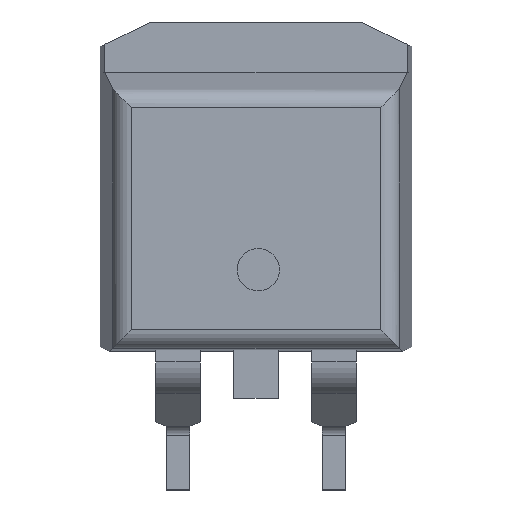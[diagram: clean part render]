
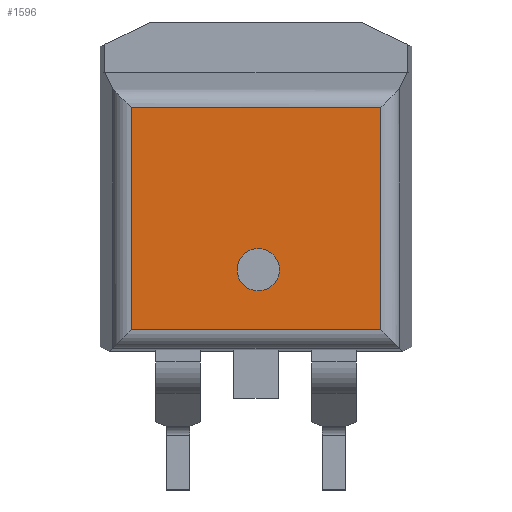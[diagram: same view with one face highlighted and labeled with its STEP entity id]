
A CAD part, top view. The second image highlights one B-rep face of the part: STEP entity #1596.
In plain terms, the highlighted planar face has unit normal (0, 0, 1).
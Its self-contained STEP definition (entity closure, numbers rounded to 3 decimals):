
#55=CIRCLE('',#1689,0.691);
#312=ORIENTED_EDGE('',*,*,#555,.T.);
#313=ORIENTED_EDGE('',*,*,#556,.T.);
#314=ORIENTED_EDGE('',*,*,#557,.T.);
#315=ORIENTED_EDGE('',*,*,#549,.T.);
#316=ORIENTED_EDGE('',*,*,#554,.T.);
#549=EDGE_CURVE('',#682,#681,#811,.F.);
#554=EDGE_CURVE('',#681,#684,#813,.F.);
#555=EDGE_CURVE('',#685,#685,#55,.F.);
#556=EDGE_CURVE('',#684,#686,#814,.F.);
#557=EDGE_CURVE('',#686,#682,#815,.T.);
#681=VERTEX_POINT('',#2319);
#682=VERTEX_POINT('',#2321);
#684=VERTEX_POINT('',#2328);
#685=VERTEX_POINT('',#2332);
#686=VERTEX_POINT('',#2334);
#811=LINE('',#2320,#950);
#813=LINE('',#2329,#952);
#814=LINE('',#2333,#953);
#815=LINE('',#2335,#954);
#950=VECTOR('',#1959,1000.);
#952=VECTOR('',#1969,1000.);
#953=VECTOR('',#1974,1000.);
#954=VECTOR('',#1975,1000.);
#1013=EDGE_LOOP('',(#312));
#1014=EDGE_LOOP('',(#313,#314,#315,#316));
#1074=FACE_BOUND('',#1013,.T.);
#1075=FACE_BOUND('',#1014,.T.);
#1125=PLANE('',#1688);
#1596=ADVANCED_FACE('',(#1074,#1075),#1125,.T.);
#1688=AXIS2_PLACEMENT_3D('',#2330,#1970,#1971);
#1689=AXIS2_PLACEMENT_3D('',#2331,#1972,#1973);
#1959=DIRECTION('',(1.,0.,0.));
#1969=DIRECTION('',(0.,1.,0.));
#1970=DIRECTION('',(0.,0.,1.));
#1971=DIRECTION('',(1.,0.,0.));
#1972=DIRECTION('',(0.,0.,1.));
#1973=DIRECTION('',(1.,0.,0.));
#1974=DIRECTION('',(-1.,0.,0.));
#1975=DIRECTION('',(0.,1.,0.));
#2319=CARTESIAN_POINT('',(-4.064,3.399,2.223));
#2320=CARTESIAN_POINT('',(0.,3.399,2.223));
#2321=CARTESIAN_POINT('',(4.064,3.399,2.223));
#2328=CARTESIAN_POINT('',(-4.064,-3.84,2.223));
#2329=CARTESIAN_POINT('',(-4.064,-4.396,2.223));
#2330=CARTESIAN_POINT('',(0.,0.,2.223));
#2331=CARTESIAN_POINT('',(0.076,-1.885,2.223));
#2332=CARTESIAN_POINT('',(0.766,-1.885,2.223));
#2333=CARTESIAN_POINT('',(4.613,-3.84,2.223));
#2334=CARTESIAN_POINT('',(4.064,-3.84,2.223));
#2335=CARTESIAN_POINT('',(4.064,0.,2.223));
